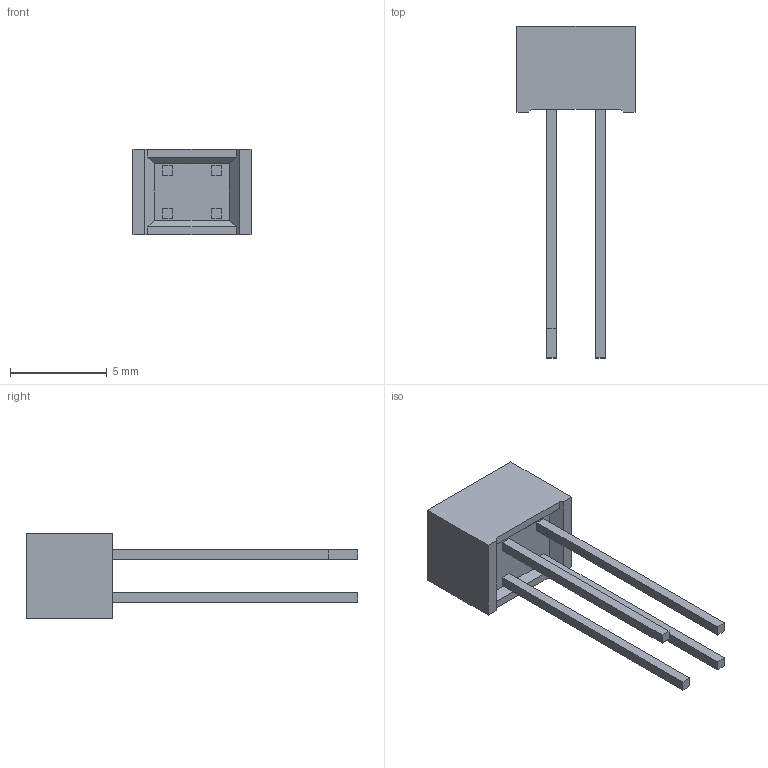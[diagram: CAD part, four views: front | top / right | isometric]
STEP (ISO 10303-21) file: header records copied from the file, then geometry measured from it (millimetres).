
FILE_DESCRIPTION (( 'STEP AP203' ), '1' );
FILE_NAME ('OPB706A.STEP', '2013-09-30T15:03:03', ( 'optek' ), ( '' ), 'SwSTEP 2.0', 'SolidWorks 2013', '' );
FILE_SCHEMA (( 'CONFIG_CONTROL_DESIGN' ));
Length unit declared in the file: inch
Products named in the file (1): OPB706A
Bounding box: 6.1 x 17.14 x 4.42 mm (x, y, z)
Volume: 124.1 mm3; surface area: 344.6 mm2
Topology: 3 solids, 3 shells, 59 faces, 138 edges, 92 vertices
Faces by surface type: plane 57, cylinder 2
Entity records: 1731 total; most frequent: CARTESIAN_POINT 290, ORIENTED_EDGE 276, DIRECTION 262, EDGE_CURVE 138, LINE 134, VECTOR 134, VERTEX_POINT 92, EDGE_LOOP 66
